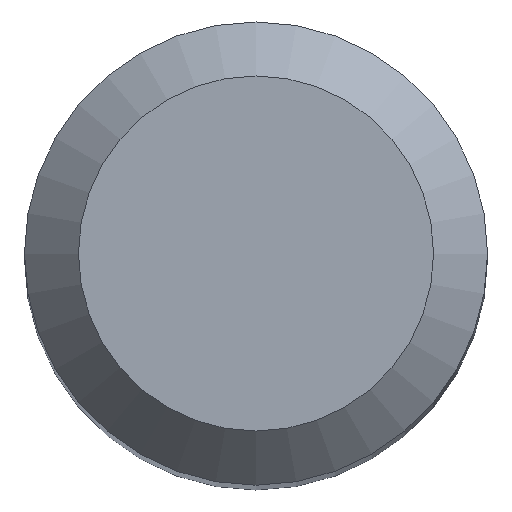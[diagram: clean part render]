
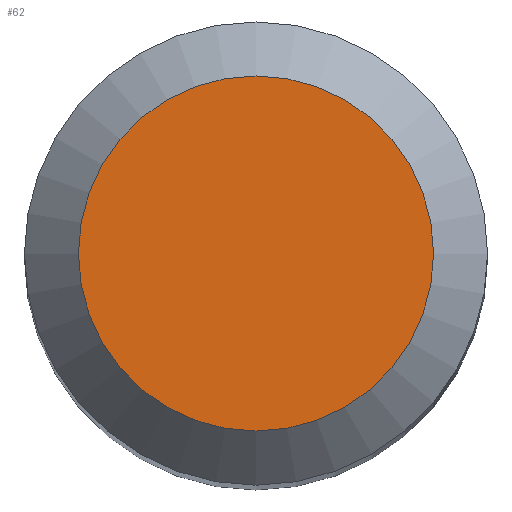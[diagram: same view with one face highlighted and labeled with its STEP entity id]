
A CAD part, top view. The second image highlights one B-rep face of the part: STEP entity #62.
In plain terms, the highlighted planar face has unit normal (0, 0, 1).
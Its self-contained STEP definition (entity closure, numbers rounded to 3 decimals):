
#11 = AXIS2_PLACEMENT_3D ( 'NONE', #36, #121, #245 ) ;
#18 = AXIS2_PLACEMENT_3D ( 'NONE', #208, #57, #25 ) ;
#23 = CIRCLE ( 'NONE', #11, 2.3 ) ;
#25 = DIRECTION ( 'NONE',  ( 0., 1., 0. ) ) ;
#36 = CARTESIAN_POINT ( 'NONE',  ( 0., 0., 66. ) ) ;
#41 = CARTESIAN_POINT ( 'NONE',  ( 0., 2.3, 66. ) ) ;
#57 = DIRECTION ( 'NONE',  ( 0., 0., -1. ) ) ;
#62 = ADVANCED_FACE ( 'NONE', ( #160 ), #99, .F. ) ;
#73 = EDGE_LOOP ( 'NONE', ( #124 ) ) ;
#86 = VERTEX_POINT ( 'NONE', #41 ) ;
#99 = PLANE ( 'NONE',  #18 ) ;
#106 = EDGE_CURVE ( 'NONE', #86, #86, #23, .T. ) ;
#121 = DIRECTION ( 'NONE',  ( 0., 0., -1. ) ) ;
#124 = ORIENTED_EDGE ( 'NONE', *, *, #106, .F. ) ;
#160 = FACE_OUTER_BOUND ( 'NONE', #73, .T. ) ;
#208 = CARTESIAN_POINT ( 'NONE',  ( 0., 0., 66. ) ) ;
#245 = DIRECTION ( 'NONE',  ( 0., 1., 0. ) ) ;
